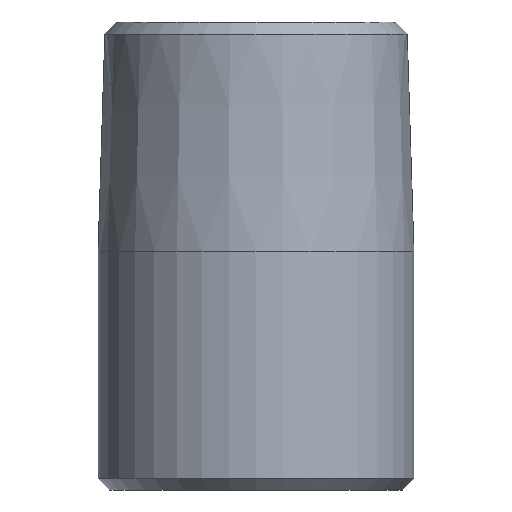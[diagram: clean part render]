
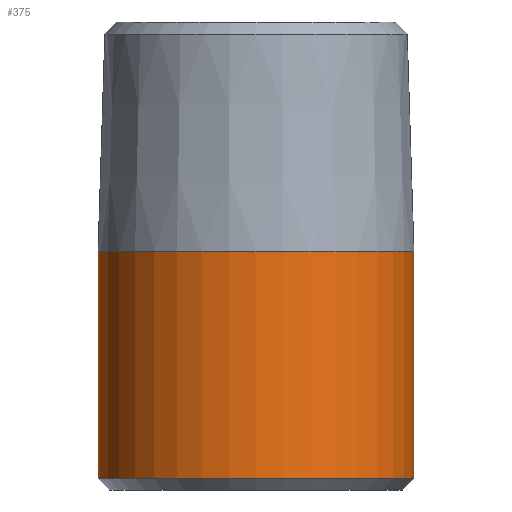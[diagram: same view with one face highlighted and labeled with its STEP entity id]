
A CAD part, front view. The second image highlights one B-rep face of the part: STEP entity #375.
In plain terms, the highlighted cylindrical face has radius 8.572 mm (diameter 17.145 mm), a partial arc.
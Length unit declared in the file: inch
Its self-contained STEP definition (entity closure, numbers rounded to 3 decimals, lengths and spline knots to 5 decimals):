
#12 = EDGE_CURVE ( 'NONE', #376, #295, #20, .T. ) ;
#20 = CIRCLE ( 'NONE', #488, 0.3375 ) ;
#42 = EDGE_CURVE ( 'NONE', #255, #405, #355, .T. ) ;
#71 = CARTESIAN_POINT ( 'NONE',  ( 0., 0., 0.51 ) ) ;
#75 = VECTOR ( 'NONE', #446, 39.37008 ) ;
#77 = CARTESIAN_POINT ( 'NONE',  ( 0., 0., 0.025 ) ) ;
#97 = ORIENTED_EDGE ( 'NONE', *, *, #296, .T. ) ;
#98 = CARTESIAN_POINT ( 'NONE',  ( -0.3375, 0., 0.51 ) ) ;
#107 = CYLINDRICAL_SURFACE ( 'NONE', #231, 0.3375 ) ;
#126 = DIRECTION ( 'NONE',  ( 0., 0., -1. ) ) ;
#156 = DIRECTION ( 'NONE',  ( 0., 0., 1. ) ) ;
#173 = ORIENTED_EDGE ( 'NONE', *, *, #259, .F. ) ;
#178 = EDGE_LOOP ( 'NONE', ( #173, #184, #97, #409 ) ) ;
#184 = ORIENTED_EDGE ( 'NONE', *, *, #12, .T. ) ;
#207 = LINE ( 'NONE', #252, #430 ) ;
#217 = CARTESIAN_POINT ( 'NONE',  ( 0.3375, 0., 0.51 ) ) ;
#231 = AXIS2_PLACEMENT_3D ( 'NONE', #458, #491, #414 ) ;
#232 = DIRECTION ( 'NONE',  ( 1., 0., 0. ) ) ;
#252 = CARTESIAN_POINT ( 'NONE',  ( -0.3375, 0., 1. ) ) ;
#255 = VERTEX_POINT ( 'NONE', #478 ) ;
#259 = EDGE_CURVE ( 'NONE', #376, #405, #330, .T. ) ;
#295 = VERTEX_POINT ( 'NONE', #98 ) ;
#296 = EDGE_CURVE ( 'NONE', #295, #255, #207, .T. ) ;
#298 = DIRECTION ( 'NONE',  ( 0., 0., -1. ) ) ;
#303 = DIRECTION ( 'NONE',  ( -1., 0., 0. ) ) ;
#327 = CARTESIAN_POINT ( 'NONE',  ( 0.3375, 0., 1. ) ) ;
#330 = LINE ( 'NONE', #327, #75 ) ;
#344 = FACE_OUTER_BOUND ( 'NONE', #178, .T. ) ;
#355 = CIRCLE ( 'NONE', #400, 0.3375 ) ;
#375 = ADVANCED_FACE ( 'NONE', ( #344 ), #107, .T. ) ;
#376 = VERTEX_POINT ( 'NONE', #217 ) ;
#400 = AXIS2_PLACEMENT_3D ( 'NONE', #77, #156, #232 ) ;
#405 = VERTEX_POINT ( 'NONE', #501 ) ;
#409 = ORIENTED_EDGE ( 'NONE', *, *, #42, .T. ) ;
#414 = DIRECTION ( 'NONE',  ( -1., 0., 0. ) ) ;
#430 = VECTOR ( 'NONE', #126, 39.37008 ) ;
#446 = DIRECTION ( 'NONE',  ( 0., 0., -1. ) ) ;
#458 = CARTESIAN_POINT ( 'NONE',  ( 0., 0., 1. ) ) ;
#478 = CARTESIAN_POINT ( 'NONE',  ( -0.3375, 0., 0.025 ) ) ;
#488 = AXIS2_PLACEMENT_3D ( 'NONE', #71, #298, #303 ) ;
#491 = DIRECTION ( 'NONE',  ( 0., 0., -1. ) ) ;
#501 = CARTESIAN_POINT ( 'NONE',  ( 0.3375, 0., 0.025 ) ) ;
